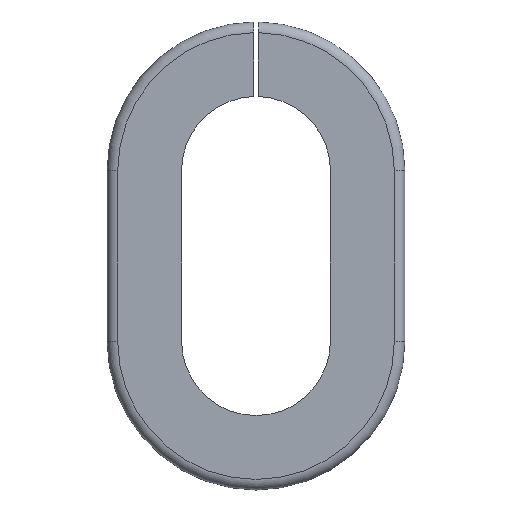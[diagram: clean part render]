
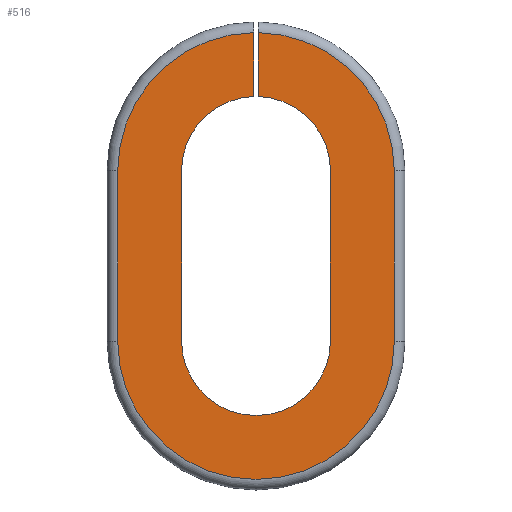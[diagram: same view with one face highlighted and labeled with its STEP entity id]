
A CAD part, front view. The second image highlights one B-rep face of the part: STEP entity #516.
In plain terms, the highlighted planar face has unit normal (0, -1, 0).
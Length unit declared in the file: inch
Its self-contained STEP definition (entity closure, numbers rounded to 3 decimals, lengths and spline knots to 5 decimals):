
#24=PLANE('',#594);
#26=LINE('',#781,#58);
#28=LINE('',#793,#60);
#37=LINE('',#833,#69);
#43=LINE('',#894,#75);
#54=LINE('',#984,#86);
#56=LINE('',#990,#88);
#58=VECTOR('',#610,0.3937);
#60=VECTOR('',#624,0.3937);
#69=VECTOR('',#657,0.3937);
#75=VECTOR('',#667,0.3937);
#86=VECTOR('',#746,0.3937);
#88=VECTOR('',#754,0.3937);
#131=FACE_OUTER_BOUND('',#162,.T.);
#162=EDGE_LOOP('',(#465,#466,#467,#468,#469,#470,#471,#472,#473,#474,#475,
#476));
#163=CIRCLE('',#532,0.65);
#169=CIRCLE('',#540,0.65);
#172=CIRCLE('',#545,0.65);
#186=CIRCLE('',#573,0.35);
#187=CIRCLE('',#575,0.35);
#195=CIRCLE('',#592,0.35);
#207=VERTEX_POINT('',#760);
#208=VERTEX_POINT('',#771);
#210=VERTEX_POINT('',#777);
#212=VERTEX_POINT('',#783);
#214=VERTEX_POINT('',#789);
#216=VERTEX_POINT('',#795);
#224=VERTEX_POINT('',#832);
#233=VERTEX_POINT('',#892);
#245=VERTEX_POINT('',#955);
#246=VERTEX_POINT('',#959);
#250=VERTEX_POINT('',#982);
#251=VERTEX_POINT('',#986);
#253=EDGE_CURVE('',#207,#208,#163,.T.);
#258=EDGE_CURVE('',#208,#210,#26,.T.);
#261=EDGE_CURVE('',#210,#212,#169,.T.);
#264=EDGE_CURVE('',#212,#214,#28,.T.);
#267=EDGE_CURVE('',#214,#216,#172,.T.);
#279=EDGE_CURVE('',#224,#216,#37,.T.);
#291=EDGE_CURVE('',#207,#233,#43,.T.);
#310=EDGE_CURVE('',#245,#233,#186,.T.);
#311=EDGE_CURVE('',#224,#246,#187,.T.);
#323=EDGE_CURVE('',#250,#245,#54,.T.);
#325=EDGE_CURVE('',#251,#250,#195,.T.);
#326=EDGE_CURVE('',#246,#251,#56,.T.);
#465=ORIENTED_EDGE('',*,*,#253,.F.);
#466=ORIENTED_EDGE('',*,*,#291,.T.);
#467=ORIENTED_EDGE('',*,*,#310,.F.);
#468=ORIENTED_EDGE('',*,*,#323,.F.);
#469=ORIENTED_EDGE('',*,*,#325,.F.);
#470=ORIENTED_EDGE('',*,*,#326,.F.);
#471=ORIENTED_EDGE('',*,*,#311,.F.);
#472=ORIENTED_EDGE('',*,*,#279,.T.);
#473=ORIENTED_EDGE('',*,*,#267,.F.);
#474=ORIENTED_EDGE('',*,*,#264,.F.);
#475=ORIENTED_EDGE('',*,*,#261,.F.);
#476=ORIENTED_EDGE('',*,*,#258,.F.);
#516=ADVANCED_FACE('',(#131),#24,.F.);
#532=AXIS2_PLACEMENT_3D('',#772,#599,#600);
#540=AXIS2_PLACEMENT_3D('',#787,#617,#618);
#545=AXIS2_PLACEMENT_3D('',#808,#629,#630);
#573=AXIS2_PLACEMENT_3D('',#957,#706,#707);
#575=AXIS2_PLACEMENT_3D('',#960,#710,#711);
#592=AXIS2_PLACEMENT_3D('',#988,#750,#751);
#594=AXIS2_PLACEMENT_3D('',#991,#755,#756);
#599=DIRECTION('center_axis',(0.,1.,0.));
#600=DIRECTION('ref_axis',(0.712,0.,0.702));
#610=DIRECTION('',(0.,0.,-1.));
#617=DIRECTION('center_axis',(0.,1.,0.));
#618=DIRECTION('ref_axis',(0.,0.,-1.));
#624=DIRECTION('',(0.,0.,1.));
#629=DIRECTION('center_axis',(0.,1.,0.));
#630=DIRECTION('ref_axis',(-0.712,0.,0.702));
#657=DIRECTION('',(0.,0.,1.));
#667=DIRECTION('',(0.,0.,-1.));
#706=DIRECTION('center_axis',(0.,-1.,0.));
#707=DIRECTION('ref_axis',(-1.,0.,0.));
#710=DIRECTION('center_axis',(0.,-1.,0.));
#711=DIRECTION('ref_axis',(-1.,0.,0.));
#746=DIRECTION('',(0.,0.,1.));
#750=DIRECTION('center_axis',(0.,-1.,0.));
#751=DIRECTION('ref_axis',(1.,0.,0.));
#754=DIRECTION('',(0.,0.,-1.));
#755=DIRECTION('center_axis',(0.,1.,0.));
#756=DIRECTION('ref_axis',(1.,0.,0.));
#760=CARTESIAN_POINT('',(0.01,0.,-0.05008));
#771=CARTESIAN_POINT('',(0.65,0.,-0.7));
#772=CARTESIAN_POINT('Origin',(0.,0.,-0.7));
#777=CARTESIAN_POINT('',(0.65,0.,-1.5));
#781=CARTESIAN_POINT('',(0.65,0.,-0.9));
#783=CARTESIAN_POINT('',(-0.65,0.,-1.5));
#787=CARTESIAN_POINT('Origin',(0.,0.,-1.5));
#789=CARTESIAN_POINT('',(-0.65,0.,-0.7));
#793=CARTESIAN_POINT('',(-0.65,0.,-1.3));
#795=CARTESIAN_POINT('',(-0.01,0.,-0.05008));
#808=CARTESIAN_POINT('Origin',(0.,0.,-0.7));
#832=CARTESIAN_POINT('',(-0.01,0.,-0.35014));
#833=CARTESIAN_POINT('',(-0.01,0.,-0.55));
#892=CARTESIAN_POINT('',(0.01,0.,-0.35014));
#894=CARTESIAN_POINT('',(0.01,0.,-0.55));
#955=CARTESIAN_POINT('',(0.35,0.,-0.7));
#957=CARTESIAN_POINT('Origin',(0.,0.,-0.7));
#959=CARTESIAN_POINT('',(-0.35,0.,-0.7));
#960=CARTESIAN_POINT('Origin',(0.,0.,-0.7));
#982=CARTESIAN_POINT('',(0.35,0.,-1.5));
#984=CARTESIAN_POINT('',(0.35,0.,-0.7));
#986=CARTESIAN_POINT('',(-0.35,0.,-1.5));
#988=CARTESIAN_POINT('Origin',(0.,0.,-1.5));
#990=CARTESIAN_POINT('',(-0.35,0.,-1.5));
#991=CARTESIAN_POINT('Origin',(0.,0.,-1.1));
